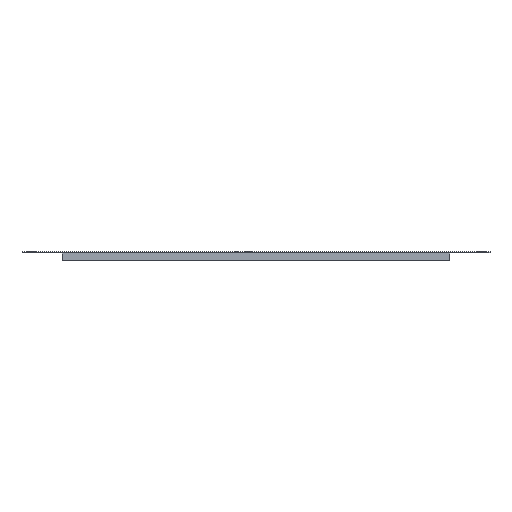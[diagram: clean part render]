
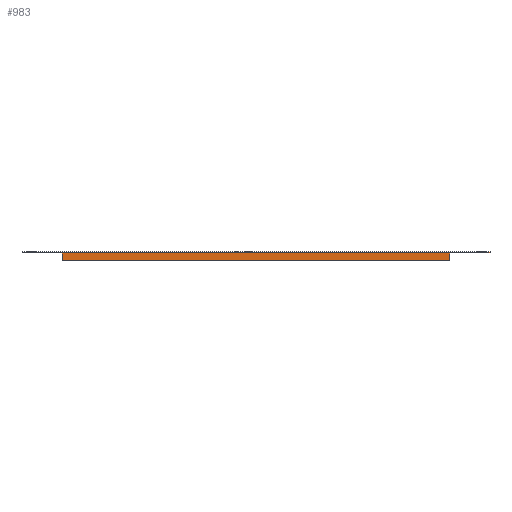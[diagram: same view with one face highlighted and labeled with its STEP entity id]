
A CAD part, front view. The second image highlights one B-rep face of the part: STEP entity #983.
In plain terms, the highlighted planar face has unit normal (0, -1, 0).
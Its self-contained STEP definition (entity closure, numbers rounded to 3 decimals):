
#22 = ORIENTED_EDGE ( 'NONE', *, *, #323, .T. ) ;
#86 = VERTEX_POINT ( 'NONE', #1019 ) ;
#95 = CARTESIAN_POINT ( 'NONE',  ( -145., -149.5, 0. ) ) ;
#104 = VECTOR ( 'NONE', #517, 1000. ) ;
#107 = ORIENTED_EDGE ( 'NONE', *, *, #416, .T. ) ;
#122 = ORIENTED_EDGE ( 'NONE', *, *, #609, .T. ) ;
#129 = LINE ( 'NONE', #414, #104 ) ;
#169 = LINE ( 'NONE', #862, #216 ) ;
#181 = DIRECTION ( 'NONE',  ( 1., 0., 0. ) ) ;
#215 = VERTEX_POINT ( 'NONE', #238 ) ;
#216 = VECTOR ( 'NONE', #400, 1000. ) ;
#231 = LINE ( 'NONE', #735, #564 ) ;
#236 = CARTESIAN_POINT ( 'NONE',  ( -175., -149.5, 0. ) ) ;
#238 = CARTESIAN_POINT ( 'NONE',  ( -145., -149.5, -5.5 ) ) ;
#256 = LINE ( 'NONE', #957, #593 ) ;
#268 = ORIENTED_EDGE ( 'NONE', *, *, #349, .F. ) ;
#269 = VERTEX_POINT ( 'NONE', #671 ) ;
#271 = VERTEX_POINT ( 'NONE', #95 ) ;
#283 = DIRECTION ( 'NONE',  ( 0., 0., 1. ) ) ;
#287 = EDGE_LOOP ( 'NONE', ( #107, #860, #557, #122, #583, #268, #673, #22 ) ) ;
#290 = VERTEX_POINT ( 'NONE', #945 ) ;
#291 = VECTOR ( 'NONE', #283, 1000. ) ;
#304 = CARTESIAN_POINT ( 'NONE',  ( 145., -149.5, -5.5 ) ) ;
#314 = LINE ( 'NONE', #304, #291 ) ;
#323 = EDGE_CURVE ( 'NONE', #290, #269, #169, .T. ) ;
#334 = VERTEX_POINT ( 'NONE', #536 ) ;
#349 = EDGE_CURVE ( 'NONE', #334, #86, #129, .T. ) ;
#362 = VECTOR ( 'NONE', #891, 1000. ) ;
#400 = DIRECTION ( 'NONE',  ( 0., 0., -1. ) ) ;
#414 = CARTESIAN_POINT ( 'NONE',  ( 175., -149.5, 1. ) ) ;
#416 = EDGE_CURVE ( 'NONE', #269, #271, #417, .T. ) ;
#417 = LINE ( 'NONE', #236, #594 ) ;
#517 = DIRECTION ( 'NONE',  ( 0., 0., -1. ) ) ;
#530 = EDGE_CURVE ( 'NONE', #716, #86, #231, .T. ) ;
#536 = CARTESIAN_POINT ( 'NONE',  ( 175., -149.5, 1. ) ) ;
#543 = EDGE_CURVE ( 'NONE', #215, #271, #720, .T. ) ;
#550 = LINE ( 'NONE', #901, #362 ) ;
#557 = ORIENTED_EDGE ( 'NONE', *, *, #844, .F. ) ;
#564 = VECTOR ( 'NONE', #645, 1000. ) ;
#582 = AXIS2_PLACEMENT_3D ( 'NONE', #848, #845, #842 ) ;
#583 = ORIENTED_EDGE ( 'NONE', *, *, #530, .T. ) ;
#593 = VECTOR ( 'NONE', #946, 1000. ) ;
#594 = VECTOR ( 'NONE', #181, 1000. ) ;
#609 = EDGE_CURVE ( 'NONE', #1005, #716, #314, .T. ) ;
#645 = DIRECTION ( 'NONE',  ( 1., 0., 0. ) ) ;
#671 = CARTESIAN_POINT ( 'NONE',  ( -175., -149.5, 0. ) ) ;
#673 = ORIENTED_EDGE ( 'NONE', *, *, #719, .F. ) ;
#686 = DIRECTION ( 'NONE',  ( 0., 0., 1. ) ) ;
#693 = CARTESIAN_POINT ( 'NONE',  ( -145., -149.5, -5.5 ) ) ;
#716 = VERTEX_POINT ( 'NONE', #962 ) ;
#719 = EDGE_CURVE ( 'NONE', #290, #334, #256, .T. ) ;
#720 = LINE ( 'NONE', #693, #1026 ) ;
#735 = CARTESIAN_POINT ( 'NONE',  ( -175., -149.5, 0. ) ) ;
#842 = DIRECTION ( 'NONE',  ( -1., 0., 0. ) ) ;
#844 = EDGE_CURVE ( 'NONE', #1005, #215, #550, .T. ) ;
#845 = DIRECTION ( 'NONE',  ( 0., 1., 0. ) ) ;
#848 = CARTESIAN_POINT ( 'NONE',  ( -175., -149.5, 1. ) ) ;
#852 = PLANE ( 'NONE',  #582 ) ;
#860 = ORIENTED_EDGE ( 'NONE', *, *, #543, .F. ) ;
#862 = CARTESIAN_POINT ( 'NONE',  ( -175., -149.5, 1. ) ) ;
#868 = CARTESIAN_POINT ( 'NONE',  ( 145., -149.5, -5.5 ) ) ;
#891 = DIRECTION ( 'NONE',  ( -1., 0., 0. ) ) ;
#901 = CARTESIAN_POINT ( 'NONE',  ( 145., -149.5, -5.5 ) ) ;
#945 = CARTESIAN_POINT ( 'NONE',  ( -175., -149.5, 1. ) ) ;
#946 = DIRECTION ( 'NONE',  ( 1., 0., 0. ) ) ;
#957 = CARTESIAN_POINT ( 'NONE',  ( -175., -149.5, 1. ) ) ;
#962 = CARTESIAN_POINT ( 'NONE',  ( 145., -149.5, 0. ) ) ;
#970 = FACE_OUTER_BOUND ( 'NONE', #287, .T. ) ;
#983 = ADVANCED_FACE ( 'NONE', ( #970 ), #852, .F. ) ;
#1005 = VERTEX_POINT ( 'NONE', #868 ) ;
#1019 = CARTESIAN_POINT ( 'NONE',  ( 175., -149.5, 0. ) ) ;
#1026 = VECTOR ( 'NONE', #686, 1000. ) ;
